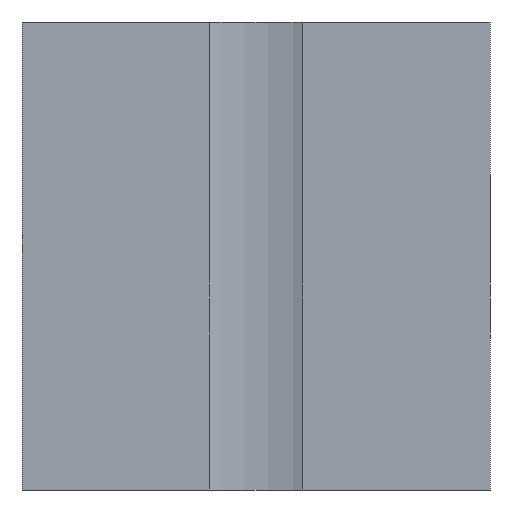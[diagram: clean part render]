
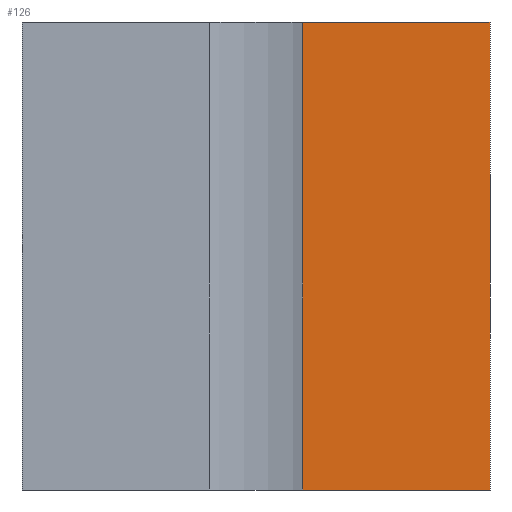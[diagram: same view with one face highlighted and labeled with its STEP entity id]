
A CAD part, left-side view. The second image highlights one B-rep face of the part: STEP entity #126.
In plain terms, the highlighted planar face has unit normal (-1, 0, 0).
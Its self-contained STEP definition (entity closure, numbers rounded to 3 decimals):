
#85 = EDGE_CURVE ( 'NONE', #255, #672, #564, .T. ) ;
#126 = ADVANCED_FACE ( 'NONE', ( #267 ), #268, .F. ) ;
#133 = EDGE_CURVE ( 'NONE', #672, #253, #355, .T. ) ;
#139 = EDGE_CURVE ( 'NONE', #590, #253, #258, .T. ) ;
#144 = EDGE_CURVE ( 'NONE', #255, #590, #364, .T. ) ;
#184 = VECTOR ( 'NONE', #382, 1000. ) ;
#253 = VERTEX_POINT ( 'NONE', #568 ) ;
#255 = VERTEX_POINT ( 'NONE', #646 ) ;
#257 = DIRECTION ( 'NONE',  ( 0., -1., 0. ) ) ;
#258 = LINE ( 'NONE', #305, #425 ) ;
#265 = DIRECTION ( 'NONE',  ( 1., 0., 0. ) ) ;
#267 = FACE_OUTER_BOUND ( 'NONE', #502, .T. ) ;
#268 = PLANE ( 'NONE',  #420 ) ;
#287 = CARTESIAN_POINT ( 'NONE',  ( -10., -5., 10. ) ) ;
#302 = DIRECTION ( 'NONE',  ( 0., 0., -1. ) ) ;
#305 = CARTESIAN_POINT ( 'NONE',  ( -10., -5., 0. ) ) ;
#318 = DIRECTION ( 'NONE',  ( 0., 0., -1. ) ) ;
#355 = LINE ( 'NONE', #447, #437 ) ;
#364 = LINE ( 'NONE', #574, #410 ) ;
#382 = DIRECTION ( 'NONE',  ( 0., -1., 0. ) ) ;
#386 = CARTESIAN_POINT ( 'NONE',  ( -10., -5., 10. ) ) ;
#410 = VECTOR ( 'NONE', #575, 1000. ) ;
#420 = AXIS2_PLACEMENT_3D ( 'NONE', #287, #265, #302 ) ;
#425 = VECTOR ( 'NONE', #257, 1000. ) ;
#437 = VECTOR ( 'NONE', #318, 1000. ) ;
#447 = CARTESIAN_POINT ( 'NONE',  ( -10., -5., 10. ) ) ;
#476 = CARTESIAN_POINT ( 'NONE',  ( -10., -1., 0. ) ) ;
#502 = EDGE_LOOP ( 'NONE', ( #641, #679, #531, #638 ) ) ;
#531 = ORIENTED_EDGE ( 'NONE', *, *, #85, .F. ) ;
#541 = CARTESIAN_POINT ( 'NONE',  ( -10., -5., 10. ) ) ;
#564 = LINE ( 'NONE', #386, #184 ) ;
#568 = CARTESIAN_POINT ( 'NONE',  ( -10., -5., 0. ) ) ;
#574 = CARTESIAN_POINT ( 'NONE',  ( -10., -1., 10. ) ) ;
#575 = DIRECTION ( 'NONE',  ( 0., 0., -1. ) ) ;
#590 = VERTEX_POINT ( 'NONE', #476 ) ;
#638 = ORIENTED_EDGE ( 'NONE', *, *, #144, .T. ) ;
#641 = ORIENTED_EDGE ( 'NONE', *, *, #139, .T. ) ;
#646 = CARTESIAN_POINT ( 'NONE',  ( -10., -1., 10. ) ) ;
#672 = VERTEX_POINT ( 'NONE', #541 ) ;
#679 = ORIENTED_EDGE ( 'NONE', *, *, #133, .F. ) ;
